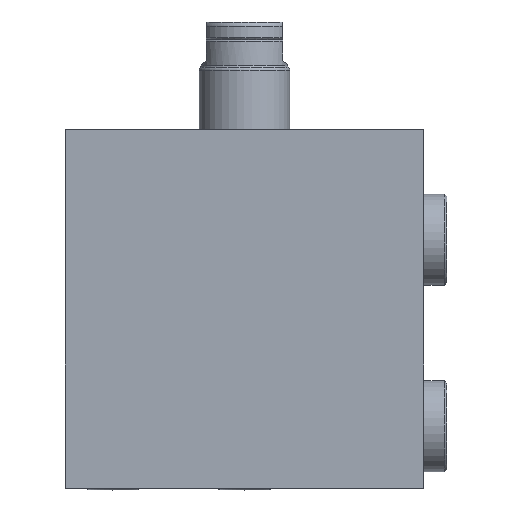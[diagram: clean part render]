
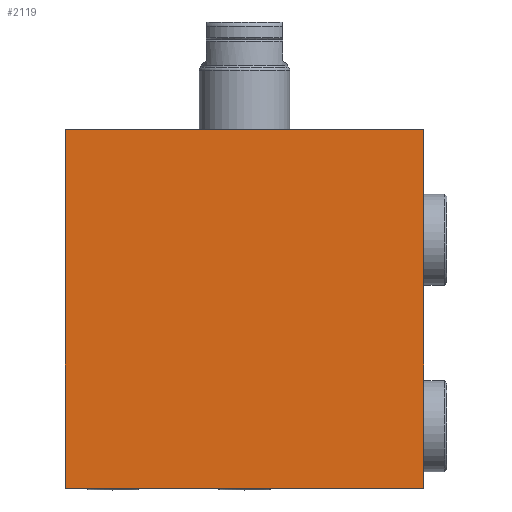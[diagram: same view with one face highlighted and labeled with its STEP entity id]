
A CAD part, top view. The second image highlights one B-rep face of the part: STEP entity #2119.
In plain terms, the highlighted planar face has unit normal (0, 0, 1).
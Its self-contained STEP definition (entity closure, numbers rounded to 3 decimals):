
#424=DIRECTION('',(1.,0.,0.));
#425=VECTOR('',#424,75.);
#426=CARTESIAN_POINT('',(-37.5,75.,27.5));
#427=LINE('',#426,#425);
#486=DIRECTION('',(1.,0.,0.));
#487=VECTOR('',#486,75.);
#488=CARTESIAN_POINT('',(-37.5,0.,27.5));
#489=LINE('',#488,#487);
#558=DIRECTION('',(0.,1.,0.));
#559=VECTOR('',#558,75.);
#560=CARTESIAN_POINT('',(-37.5,0.,27.5));
#561=LINE('',#560,#559);
#562=DIRECTION('',(0.,1.,0.));
#563=VECTOR('',#562,75.);
#564=CARTESIAN_POINT('',(37.5,0.,27.5));
#565=LINE('',#564,#563);
#1324=CARTESIAN_POINT('',(-37.5,0.,27.5));
#1326=VERTEX_POINT('',#1324);
#1327=CARTESIAN_POINT('',(37.5,0.,27.5));
#1328=VERTEX_POINT('',#1327);
#1332=CARTESIAN_POINT('',(-37.5,75.,27.5));
#1334=VERTEX_POINT('',#1332);
#1335=CARTESIAN_POINT('',(37.5,75.,27.5));
#1336=VERTEX_POINT('',#1335);
#2107=CARTESIAN_POINT('',(-37.5,0.,27.5));
#2108=DIRECTION('',(0.,0.,1.));
#2109=DIRECTION('',(1.,0.,0.));
#2110=AXIS2_PLACEMENT_3D('',#2107,#2108,#2109);
#2111=PLANE('',#2110);
#2112=ORIENTED_EDGE('',*,*,#2062,.F.);
#2113=ORIENTED_EDGE('',*,*,#2051,.T.);
#2114=ORIENTED_EDGE('',*,*,#2007,.T.);
#2116=ORIENTED_EDGE('',*,*,#2115,.F.);
#2117=EDGE_LOOP('',(#2112,#2113,#2114,#2116));
#2118=FACE_OUTER_BOUND('',#2117,.F.);
#2119=ADVANCED_FACE('',(#2118),#2111,.T.);
#2007=EDGE_CURVE('',#1334,#1336,#427,.T.);
#2051=EDGE_CURVE('',#1326,#1334,#561,.T.);
#2062=EDGE_CURVE('',#1326,#1328,#489,.T.);
#2115=EDGE_CURVE('',#1328,#1336,#565,.T.);
